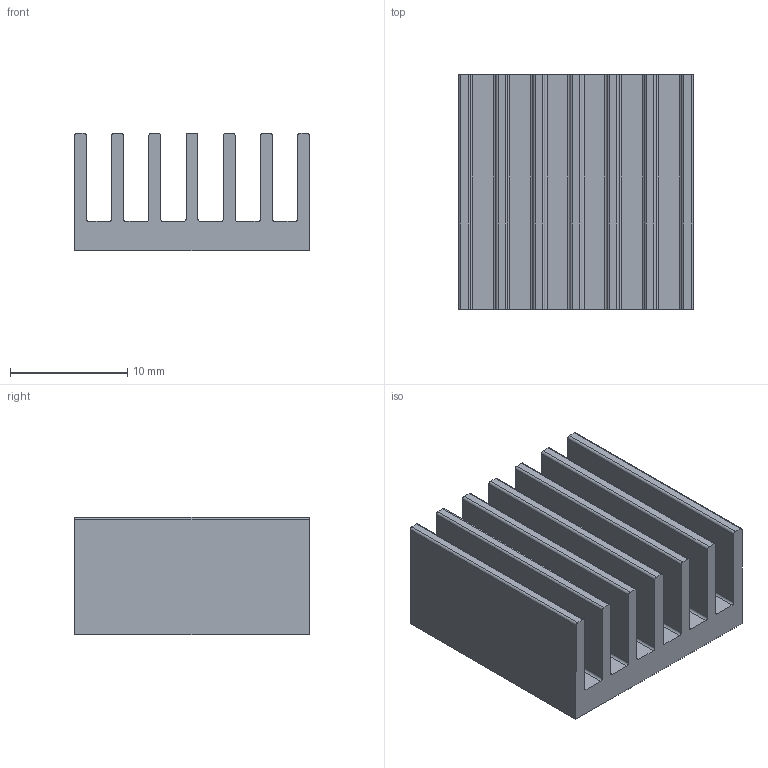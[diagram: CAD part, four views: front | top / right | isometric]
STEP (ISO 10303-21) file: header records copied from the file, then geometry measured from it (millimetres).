
FILE_DESCRIPTION(/* description */ ('Unknown'),/* implementation_level */ '2;1');
FILE_NAME(/* name */ '40905110102020',/* time_stamp */ '2025-07-29T15:35:53+08:00',/* author */ ('Unknown'),/* organization */ ('Unknown'),/* preprocessor_version */ 'ST-DEVELOPER v19.4',/* originating_system */ 'Solid Edge',/* authorisation */ 'Unknown');
FILE_SCHEMA (('AUTOMOTIVE_DESIGN {1 0 10303 214 3 1 1}'));
Length unit declared in the file: millimetre
Products named in the file (2): 40905110102020
Assembly tree (1 placements, depth 2):
  40905110102020
    40905110102020
Bounding box: 20 x 20 x 10 mm (x, y, z)
Volume: 2049.7 mm3; surface area: 3160.3 mm2
Topology: 1 solids, 1 shells, 56 faces, 162 edges, 108 vertices
Faces by surface type: plane 30, cylinder 26
Entity records: 1907 total; most frequent: DIRECTION 330, CARTESIAN_POINT 328, ORIENTED_EDGE 324, EDGE_CURVE 162, LINE 110, VECTOR 110, AXIS2_PLACEMENT_3D 110, VERTEX_POINT 108
